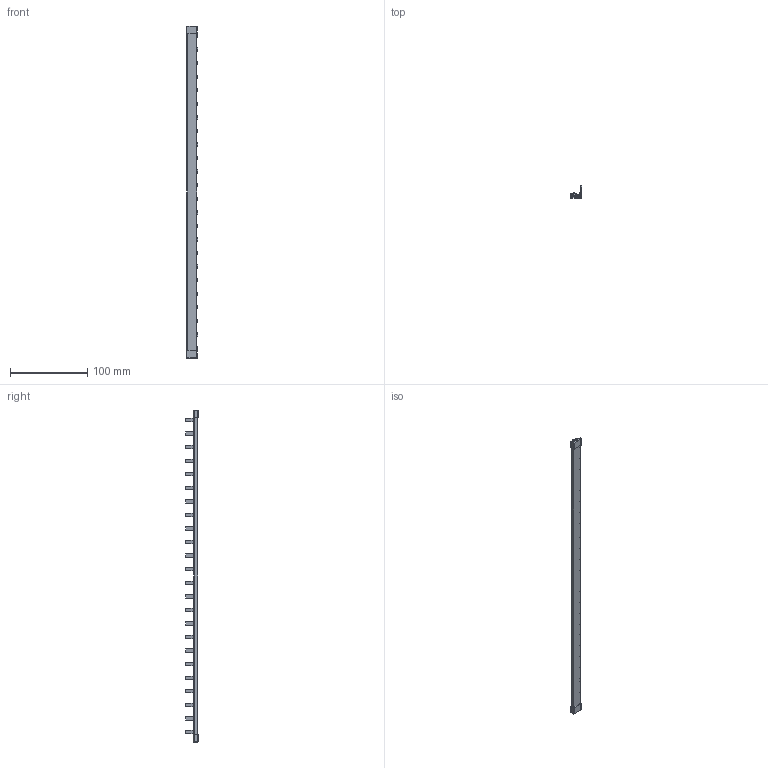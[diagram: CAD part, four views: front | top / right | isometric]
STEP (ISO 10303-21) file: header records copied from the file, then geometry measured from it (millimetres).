
FILE_DESCRIPTION (( 'STEP AP203' ), '1' );
FILE_NAME ('Monofaze Müþterek W Otomat Barasý - 24 Modül-- ONKA - 3003.STEP', '2019-02-22T12:55:18', ( '' ), ( '' ), 'SwSTEP 2.0', 'SolidWorks 2011', '' );
FILE_SCHEMA (( 'CONFIG_CONTROL_DESIGN' ));
Length unit declared in the file: millimetre
Products named in the file (1): Monofaze Müþterek W Otomat Barasý - 24 Modül-- ONKA - 3003
Bounding box: 14.83 x 15.88 x 430.8 mm (x, y, z)
Volume: 21824.2 mm3; surface area: 19800.7 mm2
Topology: 1 solids, 1 shells, 1087 faces, 3184 edges, 2110 vertices
Faces by surface type: plane 977, cylinder 82, bspline 16, torus 12
Entity records: 36817 total; most frequent: CARTESIAN_POINT 7832, ORIENTED_EDGE 6368, DIRECTION 5466, EDGE_CURVE 3184, VECTOR 2970, LINE 2970, VERTEX_POINT 2110, AXIS2_PLACEMENT_3D 1248
